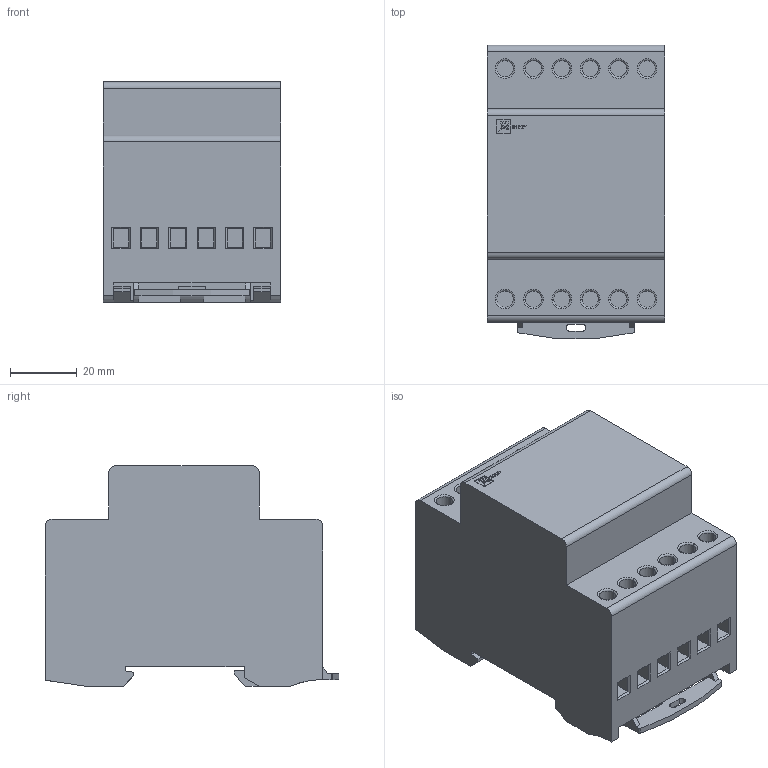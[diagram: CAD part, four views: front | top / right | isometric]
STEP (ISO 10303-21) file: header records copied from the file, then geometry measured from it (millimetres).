
FILE_DESCRIPTION (( 'STEP AP203' ), '1' );
FILE_NAME ('Òðàíñôîðìàòîð çâîíêîâûé ìîäóëüíûé ÂÒ-230Â_12-12Â 30ÂÀ (bt-230 30va).STEP', '2018-09-04T07:33:24', ( '' ), ( '' ), 'SwSTEP 2.0', 'SolidWorks 2017', '' );
FILE_SCHEMA (( 'CONFIG_CONTROL_DESIGN' ));
Length unit declared in the file: millimetre
Products named in the file (1): Òðàíñôîðìàòîð çâîíêîâûé ìîäóëüíûé ÂÒ-230Â_12-12Â 30ÂÀ (bt-230 30va)
Bounding box: 53 x 87.78 x 66 mm (x, y, z)
Volume: 230502.6 mm3; surface area: 34096.4 mm2
Topology: 1 solids, 1 shells, 378 faces, 969 edges, 620 vertices
Faces by surface type: plane 285, cylinder 51, torus 24, bspline 18
Entity records: 11896 total; most frequent: CARTESIAN_POINT 2634, ORIENTED_EDGE 1938, DIRECTION 1809, EDGE_CURVE 969, VECTOR 779, LINE 779, VERTEX_POINT 620, AXIS2_PLACEMENT_3D 515
